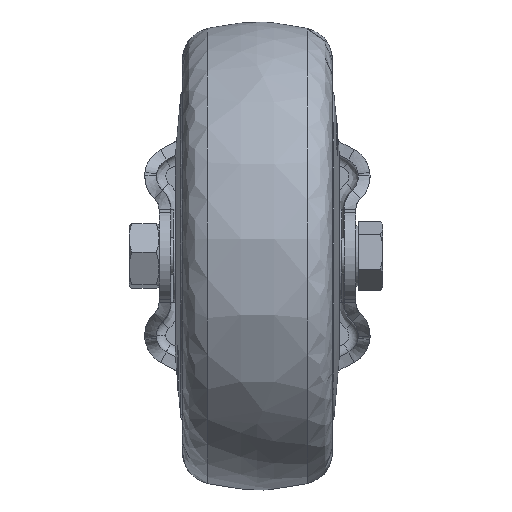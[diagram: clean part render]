
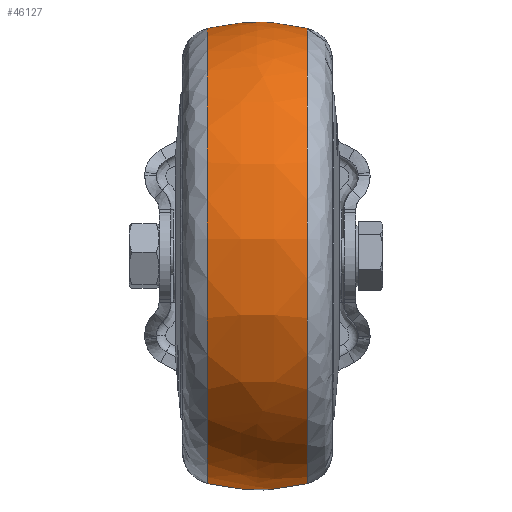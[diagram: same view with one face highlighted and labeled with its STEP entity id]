
A CAD part, front view. The second image highlights one B-rep face of the part: STEP entity #46127.
In plain terms, the highlighted free-form (B-spline) face has degree [3, 3] with [4, 4] control points.
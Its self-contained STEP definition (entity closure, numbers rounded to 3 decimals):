
#229 = DIRECTION ( 'NONE',  ( 0., -1., 0. ) ) ;
#1803 = CARTESIAN_POINT ( 'NONE',  ( 3.621, 0., -50.435 ) ) ;
#1812 = CARTESIAN_POINT ( 'NONE',  ( -10.658, 0., 0. ) ) ;
#6241 = CARTESIAN_POINT ( 'NONE',  ( 3.621, -100.87, 50.435 ) ) ;
#6251 = DIRECTION ( 'NONE',  ( 0., 0., 1. ) ) ;
#6880 = AXIS2_PLACEMENT_3D ( 'NONE', #1812, #32434, #6251 ) ;
#10200 = CARTESIAN_POINT ( 'NONE',  ( -10.658, 0., -48.72 ) ) ;
#10593 = CARTESIAN_POINT ( 'NONE',  ( 10.658, 0., -48.72 ) ) ;
#10740 = ORIENTED_EDGE ( 'NONE', *, *, #37783, .T. ) ;
#11934 = ORIENTED_EDGE ( 'NONE', *, *, #41870, .F. ) ;
#12343 = VERTEX_POINT ( 'NONE', #50450 ) ;
#13372 = CARTESIAN_POINT ( 'NONE',  ( -10.658, 0., -48.72 ) ) ;
#14092 = CARTESIAN_POINT ( 'NONE',  ( 0., 0., 5. ) ) ;
#14799 = CARTESIAN_POINT ( 'NONE',  ( -10.658, -97.439, -48.72 ) ) ;
#14995 = CARTESIAN_POINT ( 'NONE',  ( 10.658, -97.439, 48.72 ) ) ;
#15451 = CARTESIAN_POINT ( 'NONE',  ( 10.658, 0., 48.72 ) ) ;
#15827 = AXIS2_PLACEMENT_3D ( 'NONE', #21525, #52020, #25986 ) ;
#18513 = DIRECTION ( 'NONE',  ( 0., 0., 1. ) ) ;
#18554 = CARTESIAN_POINT ( 'NONE',  ( -10.658, 0., 48.72 ) ) ;
#19246 = CARTESIAN_POINT ( 'NONE',  ( -10.658, 0., 48.72 ) ) ;
#21525 = CARTESIAN_POINT ( 'NONE',  ( 10.658, 0., 0. ) ) ;
#22655 = AXIS2_PLACEMENT_3D ( 'NONE', #14092, #44630, #18513 ) ;
#23680 = CARTESIAN_POINT ( 'NONE',  ( -3.621, -100.87, -50.435 ) ) ;
#25986 = DIRECTION ( 'NONE',  ( 0., 0., 1. ) ) ;
#26325 = CIRCLE ( 'NONE', #6880, 48.72 ) ;
#26514 = CARTESIAN_POINT ( 'NONE',  ( 0., 0., -5. ) ) ;
#28093 = CARTESIAN_POINT ( 'NONE',  ( -3.621, 0., 50.435 ) ) ;
#28893 = EDGE_CURVE ( 'NONE', #39720, #12343, #40350, .T. ) ;
#30892 = DIRECTION ( 'NONE',  ( 0., 0., -1. ) ) ;
#32424 = CARTESIAN_POINT ( 'NONE',  ( 3.621, -100.87, -50.435 ) ) ;
#32434 = DIRECTION ( 'NONE',  ( 1., 0., 0. ) ) ;
#32954 = EDGE_CURVE ( 'NONE', #52667, #39720, #26325, .T. ) ;
#33593 = ORIENTED_EDGE ( 'NONE', *, *, #32954, .T. ) ;
#36000 = AXIS2_PLACEMENT_3D ( 'NONE', #26514, #229, #30892 ) ;
#36785 = CARTESIAN_POINT ( 'NONE',  ( 3.621, 0., 50.435 ) ) ;
#36941 = VERTEX_POINT ( 'NONE', #15451 ) ;
#37783 = EDGE_CURVE ( 'NONE', #12343, #36941, #43966, .T. ) ;
#38081 = ORIENTED_EDGE ( 'NONE', *, *, #28893, .T. ) ;
#39720 = VERTEX_POINT ( 'NONE', #13372 ) ;
#40350 = CIRCLE ( 'NONE', #36000, 45. ) ;
#41129 =( BOUNDED_SURFACE ( )  B_SPLINE_SURFACE ( 3, 3, ( 
 ( #10200, #14799, #45362, #19246 ),
 ( #49759, #23680, #54079, #28093 ),
 ( #1803, #32424, #6241, #36785 ),
 ( #10593, #41165, #14995, #45557 ) ),
 .UNSPECIFIED., .F., .F., .F. ) 
 B_SPLINE_SURFACE_WITH_KNOTS ( ( 4, 4 ),
 ( 4, 4 ),
 ( 0., 1. ),
 ( 0., 1. ),
 .UNSPECIFIED. ) 
 GEOMETRIC_REPRESENTATION_ITEM ( )  RATIONAL_B_SPLINE_SURFACE ( (
 ( 1., 0.333, 0.333, 1.),
 ( 0.981, 0.327, 0.327, 0.981),
 ( 0.981, 0.327, 0.327, 0.981),
 ( 1., 0.333, 0.333, 1.) ) ) 
 REPRESENTATION_ITEM ( '' )  SURFACE ( )  );
#41165 = CARTESIAN_POINT ( 'NONE',  ( 10.658, -97.439, -48.72 ) ) ;
#41870 = EDGE_CURVE ( 'NONE', #52667, #36941, #42968, .T. ) ;
#42968 = CIRCLE ( 'NONE', #22655, 45. ) ;
#43966 = CIRCLE ( 'NONE', #15827, 48.72 ) ;
#44630 = DIRECTION ( 'NONE',  ( 0., 1., 0. ) ) ;
#45362 = CARTESIAN_POINT ( 'NONE',  ( -10.658, -97.439, 48.72 ) ) ;
#45557 = CARTESIAN_POINT ( 'NONE',  ( 10.658, 0., 48.72 ) ) ;
#46127 = ADVANCED_FACE ( 'NONE', ( #46475 ), #41129, .T. ) ;
#46475 = FACE_OUTER_BOUND ( 'NONE', #48654, .T. ) ;
#48654 = EDGE_LOOP ( 'NONE', ( #33593, #38081, #10740, #11934 ) ) ;
#49759 = CARTESIAN_POINT ( 'NONE',  ( -3.621, 0., -50.435 ) ) ;
#50450 = CARTESIAN_POINT ( 'NONE',  ( 10.658, 0., -48.72 ) ) ;
#52020 = DIRECTION ( 'NONE',  ( -1., 0., 0. ) ) ;
#52667 = VERTEX_POINT ( 'NONE', #18554 ) ;
#54079 = CARTESIAN_POINT ( 'NONE',  ( -3.621, -100.87, 50.435 ) ) ;
